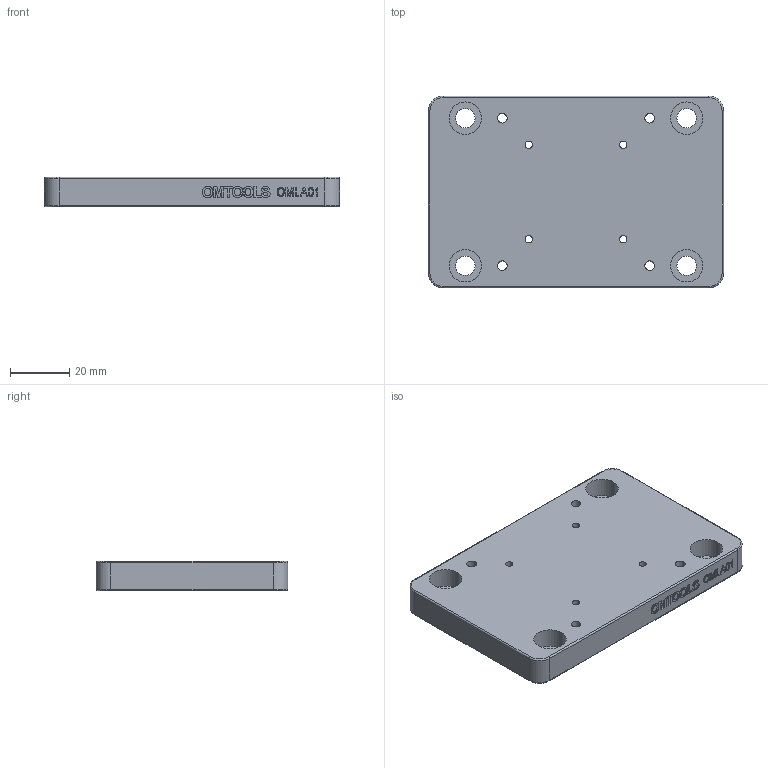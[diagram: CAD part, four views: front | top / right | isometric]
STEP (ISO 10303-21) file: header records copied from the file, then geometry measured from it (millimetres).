
FILE_DESCRIPTION (( 'STEP AP203' ), '1' );
FILE_NAME ('OMLA炵蹈蛌諉啣 OMLA01.STEP', '2021-05-20T08:20:53', ( 'Microsoft' ), ( 'Microsoft' ), 'SwSTEP 2.0', 'SolidWorks 2018', '' );
FILE_SCHEMA (( 'CONFIG_CONTROL_DESIGN' ));
Length unit declared in the file: millimetre
Products named in the file (2): OMLA01-01 SPYD&OMHB蟀諉啣1; OMLA炵蹈蛌諉啣 OMLA01
Assembly tree (1 placements, depth 2):
  OMLA炵蹈蛌諉啣 OMLA01
    OMLA01-01 SPYD&OMHB蟀諉啣1
Bounding box: 100 x 65 x 10 mm (x, y, z)
Volume: 61179.5 mm3; surface area: 17606.4 mm2
Topology: 1 solids, 1 shells, 187 faces, 476 edges, 312 vertices
Faces by surface type: plane 100, cylinder 44, bspline 35, torus 8
Entity records: 9082 total; most frequent: CARTESIAN_POINT 4468, ORIENTED_EDGE 952, DIRECTION 812, EDGE_CURVE 476, VERTEX_POINT 312, VECTOR 308, LINE 308, AXIS2_PLACEMENT_3D 252
